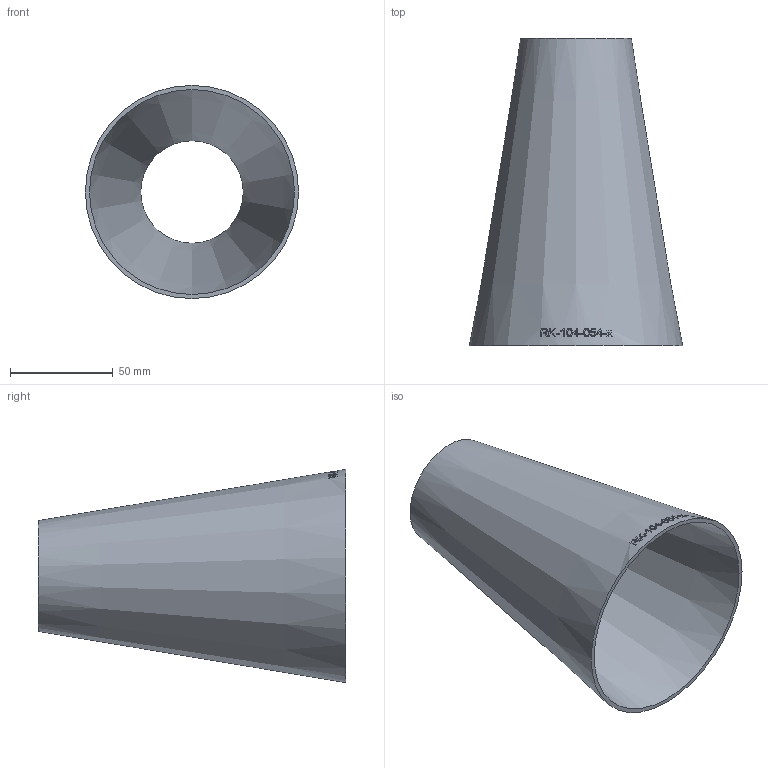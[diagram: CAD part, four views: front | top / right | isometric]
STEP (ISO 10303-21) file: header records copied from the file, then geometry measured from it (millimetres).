
FILE_DESCRIPTION (( 'STEP AP214' ), '1' );
FILE_NAME ('RK-104-054-x Reduzierung L=3(D-d) 2008.STEP', '2020-08-04T11:46:48', ( '' ), ( '' ), 'SwSTEP 2.0', 'SolidWorks 2019', '' );
FILE_SCHEMA (( 'AUTOMOTIVE_DESIGN' ));
Length unit declared in the file: millimetre
Products named in the file (1): RK-104-054-x Reduzierung L=3(D-d) 2008
Bounding box: 104 x 150 x 104 mm (x, y, z)
Volume: 73522.4 mm3; surface area: 74531.2 mm2
Topology: 1 solids, 1 shells, 150 faces, 393 edges, 262 vertices
Faces by surface type: bspline 129, cone 19, plane 2
Entity records: 14111 total; most frequent: CARTESIAN_POINT 9976, ORIENTED_EDGE 782, EDGE_CURVE 391, B_SPLINE_CURVE_WITH_KNOTS 387, VERTEX_POINT 262, EDGE_LOOP 171, ADVANCED_FACE 150, FACE_OUTER_BOUND 150
